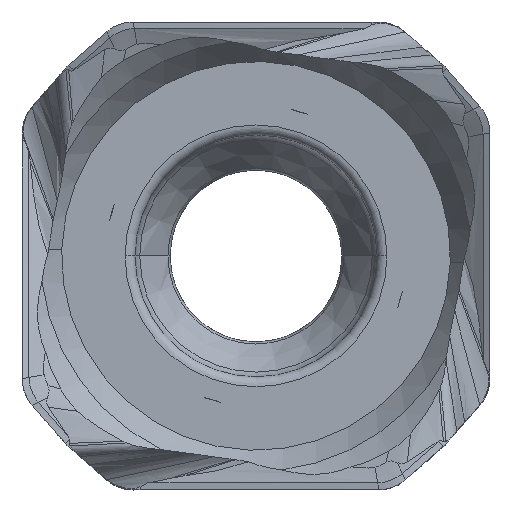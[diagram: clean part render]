
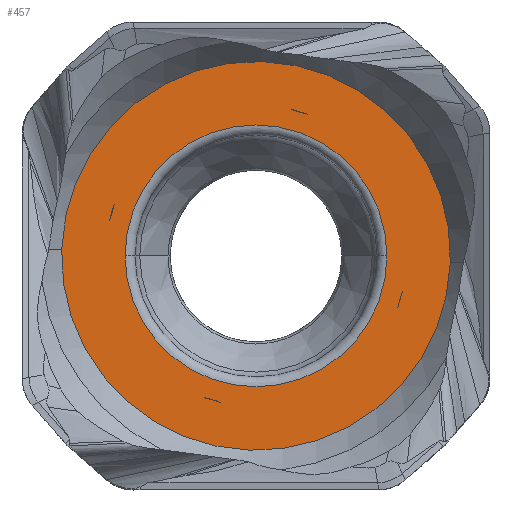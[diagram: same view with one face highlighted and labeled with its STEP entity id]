
A CAD part, top view. The second image highlights one B-rep face of the part: STEP entity #457.
In plain terms, the highlighted planar face has unit normal (0, 0, 1).
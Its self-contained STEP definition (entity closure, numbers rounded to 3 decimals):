
#57=FACE_BOUND('',#951,.T.);
#58=FACE_BOUND('',#952,.T.);
#59=FACE_BOUND('',#953,.T.);
#60=FACE_BOUND('',#954,.T.);
#61=FACE_BOUND('',#955,.T.);
#62=FACE_BOUND('',#956,.T.);
#92=CIRCLE('',#4404,5.822);
#95=CIRCLE('',#4410,5.822);
#97=CIRCLE('',#4415,3.92);
#98=CIRCLE('',#4416,3.92);
#457=ADVANCED_FACE('',(#57,#58,#59,#60,#61,#62),#596,.F.);
#596=PLANE('',#4417);
#951=EDGE_LOOP('',(#1704,#1705));
#952=EDGE_LOOP('',(#1706,#1707));
#953=EDGE_LOOP('',(#1708,#1709));
#954=EDGE_LOOP('',(#1710,#1711));
#955=EDGE_LOOP('',(#1712,#1713));
#956=EDGE_LOOP('',(#1714,#1715));
#1704=ORIENTED_EDGE('',*,*,#3010,.F.);
#1705=ORIENTED_EDGE('',*,*,#2929,.F.);
#1706=ORIENTED_EDGE('',*,*,#3120,.T.);
#1707=ORIENTED_EDGE('',*,*,#3121,.T.);
#1708=ORIENTED_EDGE('',*,*,#3122,.T.);
#1709=ORIENTED_EDGE('',*,*,#3123,.T.);
#1710=ORIENTED_EDGE('',*,*,#3124,.T.);
#1711=ORIENTED_EDGE('',*,*,#3125,.T.);
#1712=ORIENTED_EDGE('',*,*,#3126,.F.);
#1713=ORIENTED_EDGE('',*,*,#3127,.F.);
#1714=ORIENTED_EDGE('',*,*,#3128,.T.);
#1715=ORIENTED_EDGE('',*,*,#3129,.T.);
#2480=VERTEX_POINT('',#8020);
#2481=VERTEX_POINT('',#8022);
#2591=VERTEX_POINT('',#13651);
#2592=VERTEX_POINT('',#13652);
#2593=VERTEX_POINT('',#13663);
#2594=VERTEX_POINT('',#13664);
#2595=VERTEX_POINT('',#13675);
#2596=VERTEX_POINT('',#13676);
#2597=VERTEX_POINT('',#13684);
#2598=VERTEX_POINT('',#13685);
#2599=VERTEX_POINT('',#13691);
#2600=VERTEX_POINT('',#13692);
#2929=EDGE_CURVE('',#2480,#2481,#92,.T.);
#3010=EDGE_CURVE('',#2481,#2480,#95,.T.);
#3120=EDGE_CURVE('',#2591,#2592,#3708,.T.);
#3121=EDGE_CURVE('',#2592,#2591,#3709,.T.);
#3122=EDGE_CURVE('',#2593,#2594,#3710,.T.);
#3123=EDGE_CURVE('',#2594,#2593,#3711,.T.);
#3124=EDGE_CURVE('',#2595,#2596,#3712,.T.);
#3125=EDGE_CURVE('',#2596,#2595,#3713,.T.);
#3126=EDGE_CURVE('',#2597,#2598,#97,.T.);
#3127=EDGE_CURVE('',#2598,#2597,#98,.T.);
#3128=EDGE_CURVE('',#2599,#2600,#3714,.T.);
#3129=EDGE_CURVE('',#2600,#2599,#3715,.T.);
#3708=B_SPLINE_CURVE_WITH_KNOTS('',3,(#13647,#13648,#13649,#13650),
 .UNSPECIFIED.,.F.,.F.,(4,4),(0.,1.),.UNSPECIFIED.);
#3709=B_SPLINE_CURVE_WITH_KNOTS('',3,(#13653,#13654,#13655,#13656,#13657,
#13658),.UNSPECIFIED.,.F.,.F.,(4,1,1,4),(0.,0.333,0.667,
1.),.UNSPECIFIED.);
#3710=B_SPLINE_CURVE_WITH_KNOTS('',3,(#13659,#13660,#13661,#13662),
 .UNSPECIFIED.,.F.,.F.,(4,4),(0.,1.),.UNSPECIFIED.);
#3711=B_SPLINE_CURVE_WITH_KNOTS('',3,(#13665,#13666,#13667,#13668,#13669,
#13670),.UNSPECIFIED.,.F.,.F.,(4,1,1,4),(0.,0.333,0.667,
1.),.UNSPECIFIED.);
#3712=B_SPLINE_CURVE_WITH_KNOTS('',3,(#13671,#13672,#13673,#13674),
 .UNSPECIFIED.,.F.,.F.,(4,4),(0.,1.),.UNSPECIFIED.);
#3713=B_SPLINE_CURVE_WITH_KNOTS('',3,(#13677,#13678,#13679,#13680,#13681,
#13682),.UNSPECIFIED.,.F.,.F.,(4,1,1,4),(0.,0.333,0.667,
1.),.UNSPECIFIED.);
#3714=B_SPLINE_CURVE_WITH_KNOTS('',3,(#13687,#13688,#13689,#13690),
 .UNSPECIFIED.,.F.,.F.,(4,4),(0.,1.),.UNSPECIFIED.);
#3715=B_SPLINE_CURVE_WITH_KNOTS('',3,(#13693,#13694,#13695,#13696,#13697,
#13698),.UNSPECIFIED.,.F.,.F.,(4,1,1,4),(0.,0.333,0.667,
1.),.UNSPECIFIED.);
#4404=AXIS2_PLACEMENT_3D('',#8021,#4610,#4611);
#4410=AXIS2_PLACEMENT_3D('',#10212,#4639,#4640);
#4415=AXIS2_PLACEMENT_3D('',#13683,#4676,#4677);
#4416=AXIS2_PLACEMENT_3D('',#13686,#4678,#4679);
#4417=AXIS2_PLACEMENT_3D('',#13699,#4680,#4681);
#4610=DIRECTION('',(0.,0.,-1.));
#4611=DIRECTION('',(0.999,-0.033,0.));
#4639=DIRECTION('',(0.,0.,-1.));
#4640=DIRECTION('',(-0.999,0.033,0.));
#4676=DIRECTION('',(0.,0.,1.));
#4677=DIRECTION('',(-1.,0.,0.));
#4678=DIRECTION('',(0.,0.,1.));
#4679=DIRECTION('',(1.,0.,0.));
#4680=DIRECTION('',(0.,0.,-1.));
#4681=DIRECTION('',(-0.753,-0.658,0.));
#8020=CARTESIAN_POINT('',(5.819,-0.191,4.2));
#8021=CARTESIAN_POINT('',(0.,0.,4.2));
#8022=CARTESIAN_POINT('',(-5.819,0.191,4.2));
#10212=CARTESIAN_POINT('',(0.,0.,4.2));
#13647=CARTESIAN_POINT('',(1.068,4.388,4.2));
#13648=CARTESIAN_POINT('',(1.221,4.35,4.2));
#13649=CARTESIAN_POINT('',(1.377,4.304,4.2));
#13650=CARTESIAN_POINT('',(1.535,4.247,4.2));
#13651=CARTESIAN_POINT('',(1.068,4.388,4.2));
#13652=CARTESIAN_POINT('',(1.535,4.247,4.2));
#13653=CARTESIAN_POINT('',(1.535,4.247,4.2));
#13654=CARTESIAN_POINT('',(1.479,4.258,4.2));
#13655=CARTESIAN_POINT('',(1.371,4.284,4.2));
#13656=CARTESIAN_POINT('',(1.219,4.329,4.2));
#13657=CARTESIAN_POINT('',(1.118,4.367,4.2));
#13658=CARTESIAN_POINT('',(1.068,4.388,4.2));
#13659=CARTESIAN_POINT('',(-4.388,1.068,4.2));
#13660=CARTESIAN_POINT('',(-4.35,1.221,4.2));
#13661=CARTESIAN_POINT('',(-4.304,1.377,4.2));
#13662=CARTESIAN_POINT('',(-4.247,1.535,4.2));
#13663=CARTESIAN_POINT('',(-4.388,1.068,4.2));
#13664=CARTESIAN_POINT('',(-4.247,1.535,4.2));
#13665=CARTESIAN_POINT('',(-4.247,1.535,4.2));
#13666=CARTESIAN_POINT('',(-4.258,1.479,4.2));
#13667=CARTESIAN_POINT('',(-4.284,1.371,4.2));
#13668=CARTESIAN_POINT('',(-4.329,1.219,4.2));
#13669=CARTESIAN_POINT('',(-4.367,1.118,4.2));
#13670=CARTESIAN_POINT('',(-4.388,1.068,4.2));
#13671=CARTESIAN_POINT('',(-1.068,-4.388,4.2));
#13672=CARTESIAN_POINT('',(-1.221,-4.35,4.2));
#13673=CARTESIAN_POINT('',(-1.377,-4.304,4.2));
#13674=CARTESIAN_POINT('',(-1.535,-4.247,4.2));
#13675=CARTESIAN_POINT('',(-1.068,-4.388,4.2));
#13676=CARTESIAN_POINT('',(-1.535,-4.247,4.2));
#13677=CARTESIAN_POINT('',(-1.535,-4.247,4.2));
#13678=CARTESIAN_POINT('',(-1.48,-4.258,4.2));
#13679=CARTESIAN_POINT('',(-1.371,-4.284,4.2));
#13680=CARTESIAN_POINT('',(-1.219,-4.329,4.2));
#13681=CARTESIAN_POINT('',(-1.118,-4.367,4.2));
#13682=CARTESIAN_POINT('',(-1.068,-4.388,4.2));
#13683=CARTESIAN_POINT('',(0.,0.,4.2));
#13684=CARTESIAN_POINT('',(-3.92,0.,4.2));
#13685=CARTESIAN_POINT('',(3.92,0.,4.2));
#13686=CARTESIAN_POINT('',(0.,0.,4.2));
#13687=CARTESIAN_POINT('',(4.388,-1.068,4.2));
#13688=CARTESIAN_POINT('',(4.35,-1.221,4.2));
#13689=CARTESIAN_POINT('',(4.304,-1.377,4.2));
#13690=CARTESIAN_POINT('',(4.247,-1.535,4.2));
#13691=CARTESIAN_POINT('',(4.388,-1.068,4.2));
#13692=CARTESIAN_POINT('',(4.247,-1.535,4.2));
#13693=CARTESIAN_POINT('',(4.247,-1.535,4.2));
#13694=CARTESIAN_POINT('',(4.258,-1.479,4.2));
#13695=CARTESIAN_POINT('',(4.284,-1.371,4.2));
#13696=CARTESIAN_POINT('',(4.329,-1.219,4.2));
#13697=CARTESIAN_POINT('',(4.367,-1.118,4.2));
#13698=CARTESIAN_POINT('',(4.388,-1.068,4.2));
#13699=CARTESIAN_POINT('',(4.016,-7.1,4.2));
